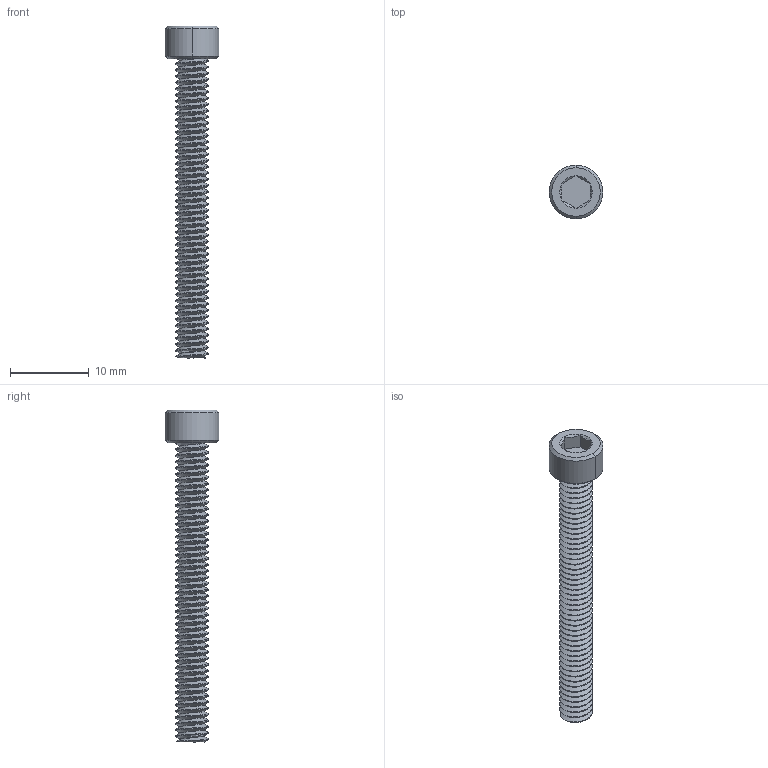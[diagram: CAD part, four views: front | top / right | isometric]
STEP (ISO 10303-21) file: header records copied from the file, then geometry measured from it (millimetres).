
FILE_DESCRIPTION (( 'STEP AP203' ), '1' );
FILE_NAME ('90044A511_Black-Oxide Alloy Steel Socket Head Screw.STEP', '2021-09-13T13:45:18', ( 'Administrator' ), ( 'Managed by Terraform' ), 'SwSTEP 2.0', 'SolidWorks 2017', '' );
FILE_SCHEMA (( 'CONFIG_CONTROL_DESIGN' ));
Length unit declared in the file: inch
Products named in the file (1): 90044A511_Black-Oxide Alloy Steel Socket Head Screw
Bounding box: 6.86 x 6.86 x 42.27 mm (x, y, z)
Volume: 532.2 mm3; surface area: 942.4 mm2
Topology: 1 solids, 1 shells, 124 faces, 343 edges, 223 vertices
Faces by surface type: cylinder 99, cone 12, plane 10, bspline 3
Entity records: 11347 total; most frequent: CARTESIAN_POINT 8717, ORIENTED_EDGE 686, DIRECTION 395, EDGE_CURVE 343, VERTEX_POINT 223, AXIS2_PLACEMENT_3D 140, EDGE_LOOP 126, FACE_OUTER_BOUND 124
